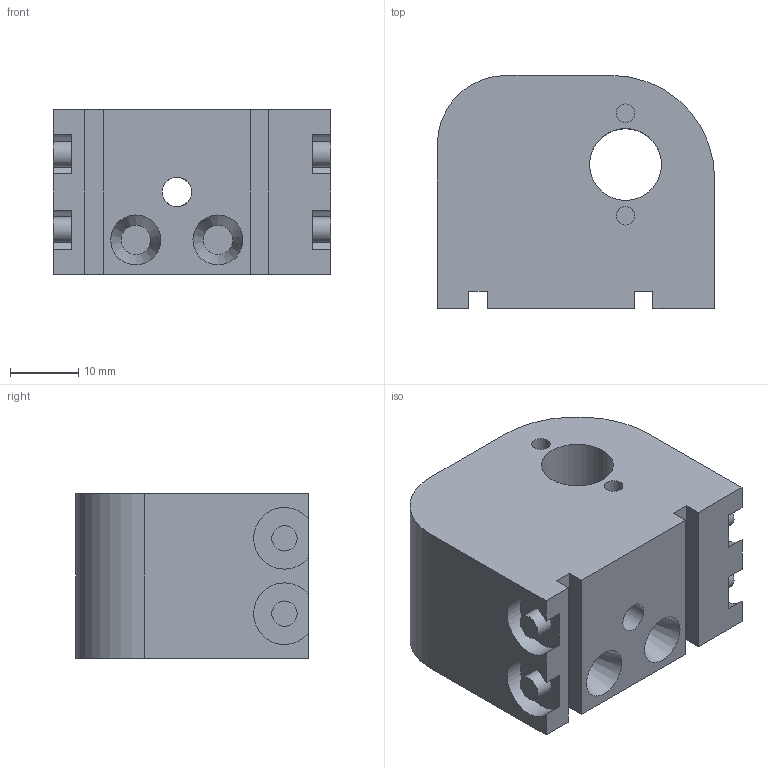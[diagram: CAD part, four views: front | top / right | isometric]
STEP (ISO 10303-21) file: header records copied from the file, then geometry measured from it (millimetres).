
FILE_DESCRIPTION(/* description */ ('STEP AP242','CAx-IF Rec.Pracs.---Representation and Presentation of Product Manufacturing Information (PMI)---4.0---2014-10-13','CAx-IF Rec.Pracs.---3D Tessellated Geometry---0.4---2014-09-14','2;1'),/* implementation_level */ '2;1');
FILE_NAME(/* name */ 'Assembly 1 - LEAD SCREW MOUNT',/* time_stamp */ '2024-09-20T11:23:06Z',/* author */ (''),/* organization */ (''),/* preprocessor_version */ 'ST-DEVELOPER v20',/* originating_system */ ' ',/* authorisation */ ' ');
FILE_SCHEMA (('AP242_MANAGED_MODEL_BASED_3D_ENGINEERING_MIM_LF { 1 0 10303 442 1 1 4 }'));
Length unit declared in the file: metre
Products named in the file (1): LEAD SCREW MOUNT
Bounding box: 40.48 x 34 x 24 mm (x, y, z)
Volume: 27190.1 mm3; surface area: 8146.4 mm2
Topology: 1 solids, 1 shells, 48 faces, 112 edges, 74 vertices
Faces by surface type: plane 27, cylinder 18, cone 3
Full cylindrical faces by diameter (mm): 2.7 x2, 2.9 x2, 3.7 x4, 4.3 x3, 10.5 x1
Entity records: 1336 total; most frequent: CARTESIAN_POINT 249, DIRECTION 226, ORIENTED_EDGE 186, EDGE_CURVE 93, AXIS2_PLACEMENT_3D 86, EDGE_LOOP 78, FACE_BOUND 78, VERTEX_POINT 71
